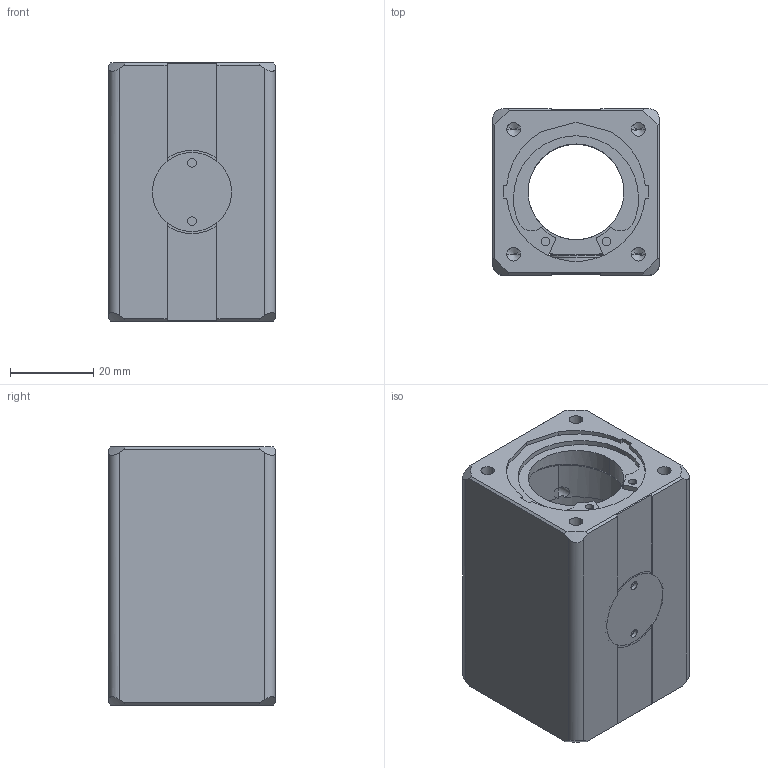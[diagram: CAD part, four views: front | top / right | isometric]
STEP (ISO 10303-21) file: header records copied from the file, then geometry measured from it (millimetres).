
FILE_DESCRIPTION (( 'STEP AP214' ), '1' );
FILE_NAME ('RS4-15-4.STEP', '2019-10-17T09:31:09', ( '' ), ( '' ), 'SwSTEP 2.0', 'SolidWorks 2019', '' );
FILE_SCHEMA (( 'AUTOMOTIVE_DESIGN' ));
Length unit declared in the file: millimetre
Products named in the file (1): RS4-15-4
Bounding box: 40 x 40 x 62 mm (x, y, z)
Volume: 45852.5 mm3; surface area: 25130.6 mm2
Topology: 7 solids, 7 shells, 262 faces, 721 edges, 463 vertices
Faces by surface type: cylinder 117, plane 98, cone 26, bspline 18, torus 3
Entity records: 12553 total; most frequent: CARTESIAN_POINT 3023, ORIENTED_EDGE 1410, DIRECTION 1313, EDGE_CURVE 705, AXIS2_PLACEMENT_3D 477, VERTEX_POINT 463, VECTOR 359, LINE 359
